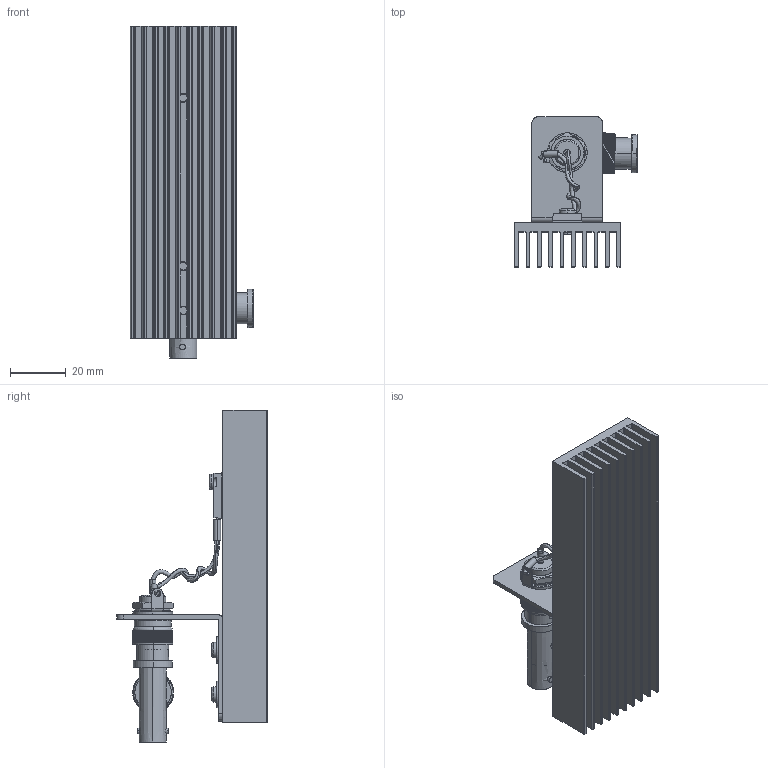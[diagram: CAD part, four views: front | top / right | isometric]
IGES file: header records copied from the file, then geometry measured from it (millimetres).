
Start section: SolidWorks IGES file using analytic representation for surfaces
Global section: file name: QCL Test Load Lisa 1.IGS; native system: SolidWorks 2014; preprocessor: SolidWorks 2014; author: gniebel; date: 141118.150516; units: inch
Bounding box: 44.37 x 54.05 x 119.02 mm (x, y, z)
Surface area: 50992.7 mm2 (no closed solid volume)
Topology: 0 solids, 0 shells, 1415 faces, 11611 edges, 11607 vertices
Faces by surface type: bspline 1058, revolution 357
